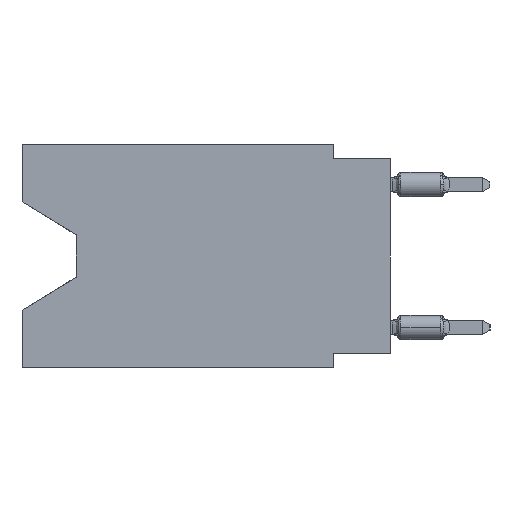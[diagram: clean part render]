
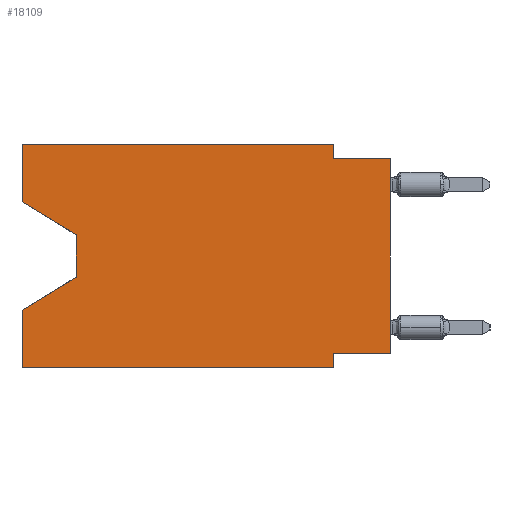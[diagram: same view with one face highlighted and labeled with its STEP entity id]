
A CAD part, left-side view. The second image highlights one B-rep face of the part: STEP entity #18109.
In plain terms, the highlighted planar face has unit normal (-1, 0, 0).
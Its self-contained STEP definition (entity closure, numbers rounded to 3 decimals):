
#113 = CARTESIAN_POINT ( 'NONE',  ( 0., 2.54, -9.906 ) ) ;
#656 = VECTOR ( 'NONE', #26256, 1000. ) ;
#1631 = LINE ( 'NONE', #23822, #8948 ) ;
#2662 = DIRECTION ( 'NONE',  ( 0., 0., -1. ) ) ;
#3254 = LINE ( 'NONE', #12782, #6807 ) ;
#3517 = ORIENTED_EDGE ( 'NONE', *, *, #22569, .T. ) ;
#3919 = VECTOR ( 'NONE', #33933, 1000. ) ;
#4619 = ORIENTED_EDGE ( 'NONE', *, *, #6823, .F. ) ;
#4702 = CARTESIAN_POINT ( 'NONE',  ( 0., 2.54, 0. ) ) ;
#4835 = CARTESIAN_POINT ( 'NONE',  ( 0., 16.383, 0. ) ) ;
#5261 = EDGE_CURVE ( 'NONE', #30124, #38867, #16094, .T. ) ;
#5263 = VERTEX_POINT ( 'NONE', #32092 ) ;
#5317 = LINE ( 'NONE', #40567, #3919 ) ;
#5977 = CARTESIAN_POINT ( 'NONE',  ( 0., 13.97, -4.013 ) ) ;
#6097 = CARTESIAN_POINT ( 'NONE',  ( 0., 2.54, -9.906 ) ) ;
#6414 = VECTOR ( 'NONE', #17550, 1000. ) ;
#6567 = CARTESIAN_POINT ( 'NONE',  ( 0., 16.383, -9.906 ) ) ;
#6807 = VECTOR ( 'NONE', #31673, 1000. ) ;
#6823 = EDGE_CURVE ( 'NONE', #23705, #18080, #30598, .T. ) ;
#7827 = ORIENTED_EDGE ( 'NONE', *, *, #5261, .T. ) ;
#7880 = EDGE_LOOP ( 'NONE', ( #23894, #16451, #28282, #35596, #7827, #40123, #8343, #3517, #21941, #21779, #4619, #8630 ) ) ;
#8054 = DIRECTION ( 'NONE',  ( 0., -0.855, -0.519 ) ) ;
#8103 = DIRECTION ( 'NONE',  ( 0., 0.855, -0.519 ) ) ;
#8311 = LINE ( 'NONE', #20967, #13119 ) ;
#8343 = ORIENTED_EDGE ( 'NONE', *, *, #11044, .F. ) ;
#8630 = ORIENTED_EDGE ( 'NONE', *, *, #16980, .F. ) ;
#8773 = CARTESIAN_POINT ( 'NONE',  ( 0., 13.97, -5.893 ) ) ;
#8948 = VECTOR ( 'NONE', #8054, 1000. ) ;
#9079 = CARTESIAN_POINT ( 'NONE',  ( 0., 2.54, 0. ) ) ;
#9290 = DIRECTION ( 'NONE',  ( 1., 0., 0. ) ) ;
#10093 = VECTOR ( 'NONE', #36183, 1000. ) ;
#10224 = VERTEX_POINT ( 'NONE', #8773 ) ;
#11044 = EDGE_CURVE ( 'NONE', #19981, #14711, #15099, .T. ) ;
#12131 = CARTESIAN_POINT ( 'NONE',  ( 0., 0., -0.635 ) ) ;
#12656 = VECTOR ( 'NONE', #12738, 1000. ) ;
#12738 = DIRECTION ( 'NONE',  ( 0., 0., -1. ) ) ;
#12782 = CARTESIAN_POINT ( 'NONE',  ( 0., 0., -0.635 ) ) ;
#13119 = VECTOR ( 'NONE', #8103, 1000. ) ;
#14711 = VERTEX_POINT ( 'NONE', #28685 ) ;
#15099 = LINE ( 'NONE', #24452, #19223 ) ;
#16094 = LINE ( 'NONE', #6567, #656 ) ;
#16451 = ORIENTED_EDGE ( 'NONE', *, *, #36247, .T. ) ;
#16980 = EDGE_CURVE ( 'NONE', #5263, #23705, #37925, .T. ) ;
#17130 = EDGE_CURVE ( 'NONE', #18080, #34015, #26679, .T. ) ;
#17296 = VERTEX_POINT ( 'NONE', #12131 ) ;
#17550 = DIRECTION ( 'NONE',  ( 0., 0., -1. ) ) ;
#17751 = CARTESIAN_POINT ( 'NONE',  ( 0., 2.54, -0.635 ) ) ;
#18080 = VERTEX_POINT ( 'NONE', #9079 ) ;
#18109 = ADVANCED_FACE ( 'NONE', ( #18421 ), #25065, .F. ) ;
#18421 = FACE_OUTER_BOUND ( 'NONE', #7880, .T. ) ;
#18991 = VECTOR ( 'NONE', #38328, 1000. ) ;
#19223 = VECTOR ( 'NONE', #20932, 1000. ) ;
#19981 = VERTEX_POINT ( 'NONE', #31575 ) ;
#20709 = VECTOR ( 'NONE', #28097, 1000. ) ;
#20932 = DIRECTION ( 'NONE',  ( 0., 1., 0. ) ) ;
#20967 = CARTESIAN_POINT ( 'NONE',  ( 0., 13.97, -5.893 ) ) ;
#21048 = VERTEX_POINT ( 'NONE', #5977 ) ;
#21779 = ORIENTED_EDGE ( 'NONE', *, *, #17130, .F. ) ;
#21941 = ORIENTED_EDGE ( 'NONE', *, *, #28516, .F. ) ;
#22093 = LINE ( 'NONE', #113, #12656 ) ;
#22189 = EDGE_CURVE ( 'NONE', #10224, #33772, #8311, .T. ) ;
#22569 = EDGE_CURVE ( 'NONE', #19981, #17296, #5317, .T. ) ;
#23705 = VERTEX_POINT ( 'NONE', #27149 ) ;
#23822 = CARTESIAN_POINT ( 'NONE',  ( 0., 16.383, -2.546 ) ) ;
#23894 = ORIENTED_EDGE ( 'NONE', *, *, #33633, .T. ) ;
#24452 = CARTESIAN_POINT ( 'NONE',  ( 0., 0., -9.271 ) ) ;
#24730 = LINE ( 'NONE', #4835, #24795 ) ;
#24795 = VECTOR ( 'NONE', #33672, 1000. ) ;
#25065 = PLANE ( 'NONE',  #28234 ) ;
#26256 = DIRECTION ( 'NONE',  ( 0., -1., 0. ) ) ;
#26679 = LINE ( 'NONE', #4702, #6414 ) ;
#27097 = EDGE_CURVE ( 'NONE', #14711, #38867, #22093, .T. ) ;
#27149 = CARTESIAN_POINT ( 'NONE',  ( 0., 16.383, 0. ) ) ;
#28097 = DIRECTION ( 'NONE',  ( 0., -1., 0. ) ) ;
#28234 = AXIS2_PLACEMENT_3D ( 'NONE', #37730, #9290, #2662 ) ;
#28282 = ORIENTED_EDGE ( 'NONE', *, *, #22189, .T. ) ;
#28516 = EDGE_CURVE ( 'NONE', #34015, #17296, #3254, .T. ) ;
#28577 = CARTESIAN_POINT ( 'NONE',  ( 0., 16.383, 0. ) ) ;
#28685 = CARTESIAN_POINT ( 'NONE',  ( 0., 2.54, -9.271 ) ) ;
#30124 = VERTEX_POINT ( 'NONE', #35373 ) ;
#30598 = LINE ( 'NONE', #34322, #20709 ) ;
#31575 = CARTESIAN_POINT ( 'NONE',  ( 0., 0., -9.271 ) ) ;
#31673 = DIRECTION ( 'NONE',  ( 0., -1., 0. ) ) ;
#32092 = CARTESIAN_POINT ( 'NONE',  ( 0., 16.383, -2.546 ) ) ;
#32764 = EDGE_CURVE ( 'NONE', #30124, #33772, #24730, .T. ) ;
#33633 = EDGE_CURVE ( 'NONE', #5263, #21048, #1631, .T. ) ;
#33672 = DIRECTION ( 'NONE',  ( 0., 0., 1. ) ) ;
#33772 = VERTEX_POINT ( 'NONE', #34395 ) ;
#33933 = DIRECTION ( 'NONE',  ( 0., 0., 1. ) ) ;
#34015 = VERTEX_POINT ( 'NONE', #17751 ) ;
#34322 = CARTESIAN_POINT ( 'NONE',  ( 0., 16.383, 0. ) ) ;
#34395 = CARTESIAN_POINT ( 'NONE',  ( 0., 16.383, -7.36 ) ) ;
#35373 = CARTESIAN_POINT ( 'NONE',  ( 0., 16.383, -9.906 ) ) ;
#35596 = ORIENTED_EDGE ( 'NONE', *, *, #32764, .F. ) ;
#36183 = DIRECTION ( 'NONE',  ( 0., 0., -1. ) ) ;
#36247 = EDGE_CURVE ( 'NONE', #21048, #10224, #36392, .T. ) ;
#36392 = LINE ( 'NONE', #39291, #10093 ) ;
#37730 = CARTESIAN_POINT ( 'NONE',  ( 0., 16.383, 0. ) ) ;
#37925 = LINE ( 'NONE', #28577, #18991 ) ;
#38328 = DIRECTION ( 'NONE',  ( 0., 0., 1. ) ) ;
#38867 = VERTEX_POINT ( 'NONE', #6097 ) ;
#39291 = CARTESIAN_POINT ( 'NONE',  ( 0., 13.97, -4.013 ) ) ;
#40123 = ORIENTED_EDGE ( 'NONE', *, *, #27097, .F. ) ;
#40567 = CARTESIAN_POINT ( 'NONE',  ( 0., 0., 0. ) ) ;
